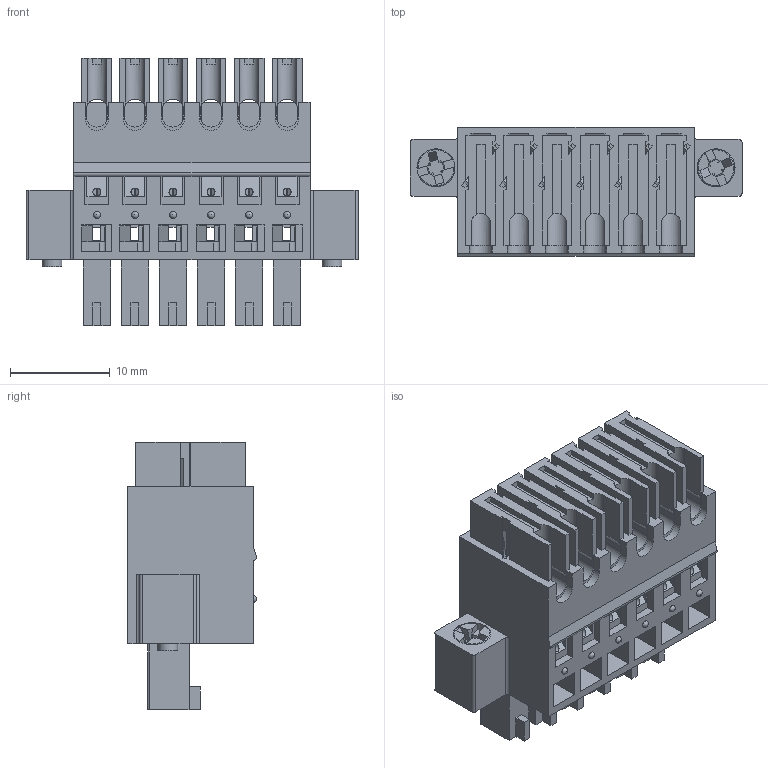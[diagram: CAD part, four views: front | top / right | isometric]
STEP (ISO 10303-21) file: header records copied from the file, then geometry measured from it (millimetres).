
FILE_DESCRIPTION( ( 'Unknown' ), '1' );
FILE_NAME( '691359340006.stp', 'Unknown', ( 'Unknown' ), ( 'Unknown' ), 'PSStep 18.0.17', 'Unknown', ' ' );
FILE_SCHEMA( ( 'AUTOMOTIVE_DESIGN { 1 0 10303 214 1 1 1 1 }' ) );
Length unit declared in the file: millimetre
Products named in the file (5): Assem1; 691(358310)(359340)0xx_Actuator; 6913593400xx; 6913593400xx_Vis; 691359340006
Assembly tree (15 placements, depth 2):
  Assem1
    691(358310)(359340)0xx_Actuator  x6
    6913593400xx  x6
    6913593400xx_Vis  x2
    691359340006
Bounding box: 33.25 x 12.9 x 26.8 mm (x, y, z)
Volume: 3950.4 mm3; surface area: 11399.1 mm2
Topology: 15 solids, 15 shells, 1641 faces, 4617 edges, 3016 vertices
Faces by surface type: plane 1284, cylinder 325, torus 12, bspline 12, revolution 6, cone 2
Full cylindrical faces by diameter (mm): 0.8 x6, 1.2 x6, 2 x2, 2.1 x6, 2.4 x4, 3.8 x4
Entity records: 29634 total; most frequent: CARTESIAN_POINT 4356, ORIENTED_EDGE 4138, DIRECTION 3744, EDGE_CURVE 2069, LINE 1850, VECTOR 1850, VERTEX_POINT 1378, AXIS2_PLACEMENT_3D 944
